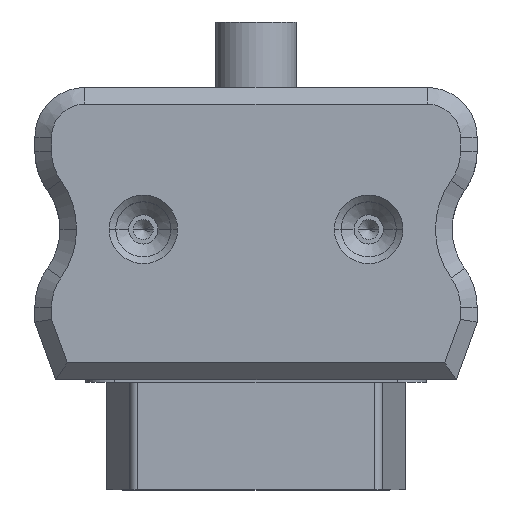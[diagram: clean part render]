
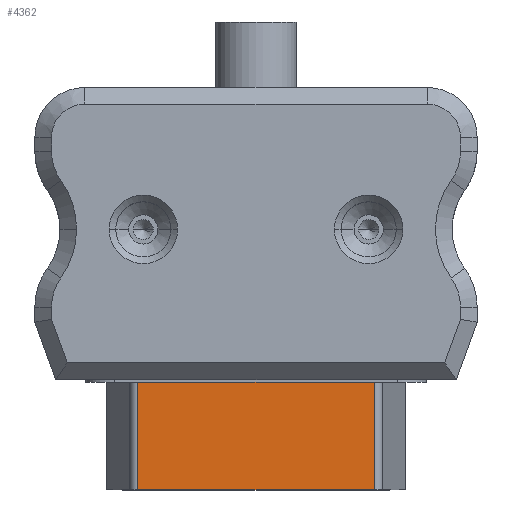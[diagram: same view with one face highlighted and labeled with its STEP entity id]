
A CAD part, top view. The second image highlights one B-rep face of the part: STEP entity #4362.
In plain terms, the highlighted face is planar.
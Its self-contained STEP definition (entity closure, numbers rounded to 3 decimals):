
#914 = LINE ( 'NONE', #17310, #11611 ) ;
#1592 = LINE ( 'NONE', #14930, #8549 ) ;
#1740 = DIRECTION ( 'NONE',  ( 0., 0., -1. ) ) ;
#2050 = EDGE_CURVE ( 'NONE', #8591, #10597, #914, .T. ) ;
#2248 = VERTEX_POINT ( 'NONE', #9680 ) ;
#2727 = DIRECTION ( 'NONE',  ( 0., 0., -1. ) ) ;
#2945 = CARTESIAN_POINT ( 'NONE',  ( 14.174, 6.75, 18. ) ) ;
#3001 = EDGE_LOOP ( 'NONE', ( #4513, #12386, #4163, #4991 ) ) ;
#3814 = LINE ( 'NONE', #8308, #17844 ) ;
#4163 = ORIENTED_EDGE ( 'NONE', *, *, #11399, .F. ) ;
#4362 = ADVANCED_FACE ( 'NONE', ( #9743 ), #11432, .F. ) ;
#4376 = CARTESIAN_POINT ( 'NONE',  ( -14.174, 6.75, 5.1 ) ) ;
#4513 = ORIENTED_EDGE ( 'NONE', *, *, #2050, .T. ) ;
#4991 = ORIENTED_EDGE ( 'NONE', *, *, #16601, .T. ) ;
#5302 = EDGE_CURVE ( 'NONE', #10597, #2248, #3814, .T. ) ;
#6908 = CARTESIAN_POINT ( 'NONE',  ( 14.174, 6.75, 5.1 ) ) ;
#7263 = LINE ( 'NONE', #16630, #18023 ) ;
#8308 = CARTESIAN_POINT ( 'NONE',  ( -14.174, 6.75, 18. ) ) ;
#8549 = VECTOR ( 'NONE', #17699, 1000. ) ;
#8591 = VERTEX_POINT ( 'NONE', #6908 ) ;
#9406 = VERTEX_POINT ( 'NONE', #2945 ) ;
#9680 = CARTESIAN_POINT ( 'NONE',  ( -14.174, 6.75, 18. ) ) ;
#9743 = FACE_OUTER_BOUND ( 'NONE', #3001, .T. ) ;
#10083 = DIRECTION ( 'NONE',  ( 0., -1., 0. ) ) ;
#10597 = VERTEX_POINT ( 'NONE', #4376 ) ;
#11399 = EDGE_CURVE ( 'NONE', #9406, #2248, #1592, .T. ) ;
#11432 = PLANE ( 'NONE',  #12922 ) ;
#11611 = VECTOR ( 'NONE', #17757, 1000. ) ;
#12386 = ORIENTED_EDGE ( 'NONE', *, *, #5302, .T. ) ;
#12922 = AXIS2_PLACEMENT_3D ( 'NONE', #14280, #10083, #1740 ) ;
#13903 = DIRECTION ( 'NONE',  ( 0., 0., 1. ) ) ;
#14280 = CARTESIAN_POINT ( 'NONE',  ( -14.941, 6.75, 18. ) ) ;
#14930 = CARTESIAN_POINT ( 'NONE',  ( -14.941, 6.75, 18. ) ) ;
#16601 = EDGE_CURVE ( 'NONE', #9406, #8591, #7263, .T. ) ;
#16630 = CARTESIAN_POINT ( 'NONE',  ( 14.174, 6.75, 18. ) ) ;
#17310 = CARTESIAN_POINT ( 'NONE',  ( -14.941, 6.75, 5.1 ) ) ;
#17699 = DIRECTION ( 'NONE',  ( -1., 0., 0. ) ) ;
#17757 = DIRECTION ( 'NONE',  ( -1., 0., 0. ) ) ;
#17844 = VECTOR ( 'NONE', #13903, 1000. ) ;
#18023 = VECTOR ( 'NONE', #2727, 1000. ) ;
